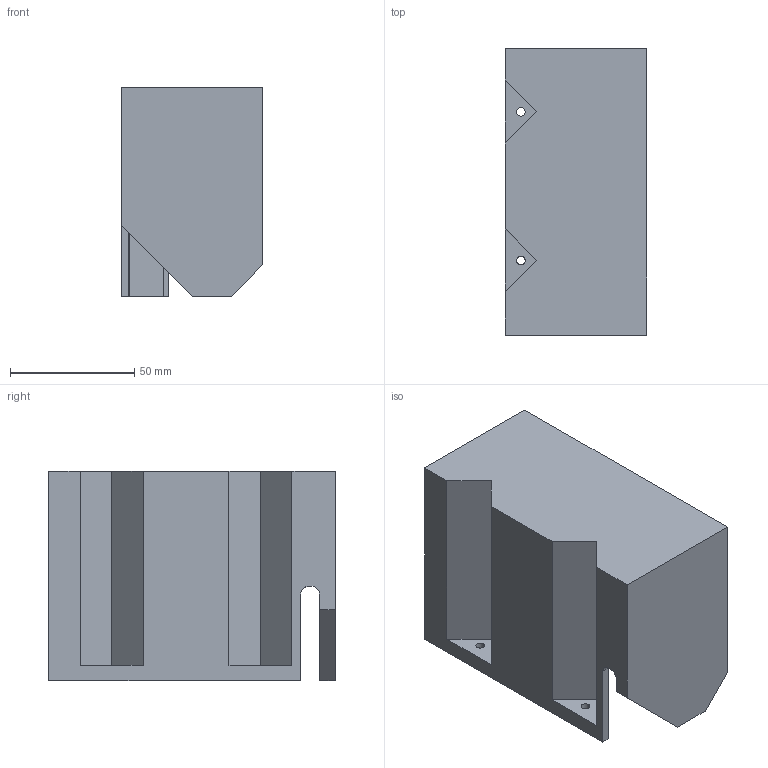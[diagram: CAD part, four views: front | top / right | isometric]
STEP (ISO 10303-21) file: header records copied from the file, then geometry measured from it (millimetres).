
FILE_DESCRIPTION (( 'STEP AP203' ), '1' );
FILE_NAME ('pr2109A_AC_Power_Filter_Cover_v6.STEP', '2024-02-26T15:10:47', ( '' ), ( '' ), 'SwSTEP 2.0', 'SolidWorks 2022', '' );
FILE_SCHEMA (( 'CONFIG_CONTROL_DESIGN' ));
Length unit declared in the file: inch
Products named in the file (1): pr2109A_AC_Power_Filter_Cover_v6
Bounding box: 57.15 x 115.57 x 84.58 mm (x, y, z)
Volume: 80126.1 mm3; surface area: 48605.7 mm2
Topology: 1 solids, 1 shells, 82 faces, 213 edges, 130 vertices
Faces by surface type: plane 42, cylinder 27, sphere 6, bspline 6, torus 1
Entity records: 2821 total; most frequent: CARTESIAN_POINT 781, ORIENTED_EDGE 418, DIRECTION 397, EDGE_CURVE 209, VECTOR 143, LINE 143, VERTEX_POINT 130, AXIS2_PLACEMENT_3D 127
